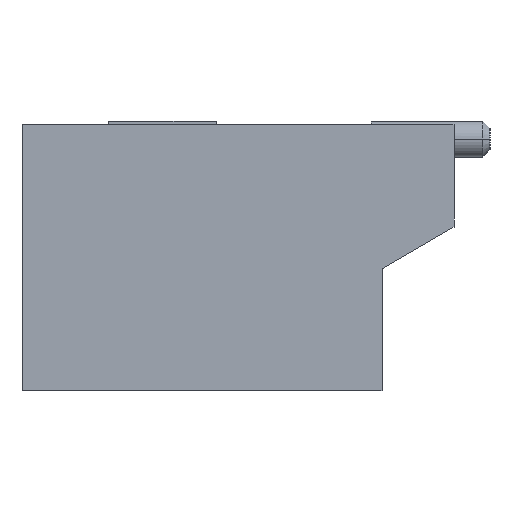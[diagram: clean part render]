
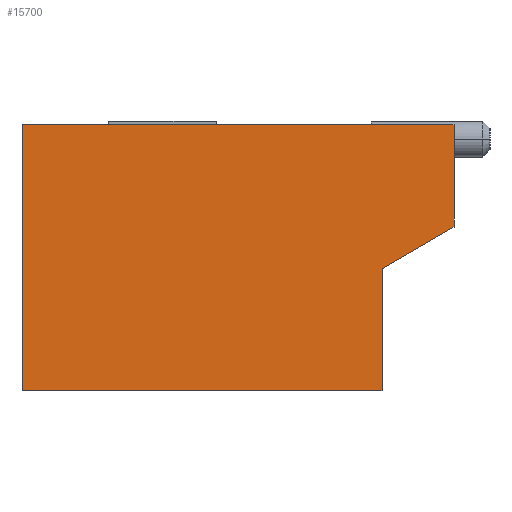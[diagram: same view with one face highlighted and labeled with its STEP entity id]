
A CAD part, left-side view. The second image highlights one B-rep face of the part: STEP entity #15700.
In plain terms, the highlighted planar face has unit normal (-1, 0, 0).
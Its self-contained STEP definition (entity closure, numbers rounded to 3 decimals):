
#8870=CARTESIAN_POINT('',(-13.5,-5.,-0.));
#8880=VERTEX_POINT('',#8870);
#8910=CARTESIAN_POINT('',(-13.5,-5.,1.7));
#8920=DIRECTION('',(0.,0.,-1.));
#8930=VECTOR('',#8920,1.7);
#8940=LINE('',#8910,#8930);
#8950=CARTESIAN_POINT('',(-13.5,-5.,1.7));
#8960=VERTEX_POINT('',#8950);
#8970=EDGE_CURVE('',#8960,#8880,#8940,.T.);
#14040=CARTESIAN_POINT('',(-13.5,0.,3.7));
#14050=VERTEX_POINT('',#14040);
#14080=CARTESIAN_POINT('',(-13.5,0.,3.7));
#14090=DIRECTION('',(0.,0.,-1.));
#14100=VECTOR('',#14090,3.7);
#14110=LINE('',#14080,#14100);
#14120=CARTESIAN_POINT('',(-13.5,0.,-0.));
#14130=VERTEX_POINT('',#14120);
#14140=EDGE_CURVE('',#14050,#14130,#14110,.T.);
#14940=CARTESIAN_POINT('',(-13.5,-6.,2.277));
#14950=DIRECTION('',(0.,0.866,-0.5));
#14960=VECTOR('',#14950,1.155);
#14970=LINE('',#14940,#14960);
#14980=CARTESIAN_POINT('',(-13.5,-6.,2.277));
#14990=VERTEX_POINT('',#14980);
#15000=EDGE_CURVE('',#14990,#8960,#14970,.T.);
#15400=CARTESIAN_POINT('',(-13.5,-3.323,0.));
#15410=DIRECTION('',(-1.,-0.,0.));
#15420=DIRECTION('',(0.,-1.,0.));
#15430=AXIS2_PLACEMENT_3D('',#15400,#15410,#15420);
#15440=PLANE('',#15430);
#15450=CARTESIAN_POINT('',(-13.5,-1.1,3.7));
#15460=DIRECTION('',(0.,1.,0.));
#15470=VECTOR('',#15460,1.);
#15480=LINE('',#15450,#15470);
#15490=CARTESIAN_POINT('',(-13.5,-6.,3.7));
#15500=VERTEX_POINT('',#15490);
#15510=EDGE_CURVE('',#15500,#14050,#15480,.T.);
#15520=ORIENTED_EDGE('',*,*,#15510,.T.);
#15530=CARTESIAN_POINT('',(-13.5,-6.,2.277));
#15540=DIRECTION('',(0.,0.,1.));
#15550=VECTOR('',#15540,1.423);
#15560=LINE('',#15530,#15550);
#15570=EDGE_CURVE('',#14990,#15500,#15560,.T.);
#15580=ORIENTED_EDGE('',*,*,#15570,.T.);
#15590=ORIENTED_EDGE('',*,*,#15000,.F.);
#15600=ORIENTED_EDGE('',*,*,#8970,.F.);
#15610=CARTESIAN_POINT('',(-13.5,0.,0.));
#15620=DIRECTION('',(0.,-1.,0.));
#15630=VECTOR('',#15620,0.927);
#15640=LINE('',#15610,#15630);
#15650=EDGE_CURVE('',#14130,#8880,#15640,.T.);
#15660=ORIENTED_EDGE('',*,*,#15650,.T.);
#15670=ORIENTED_EDGE('',*,*,#14140,.T.);
#15680=EDGE_LOOP('',(#15670,#15660,#15600,#15590,#15580,#15520));
#15690=FACE_OUTER_BOUND('',#15680,.T.);
#15700=ADVANCED_FACE('',(#15690),#15440,.T.);
